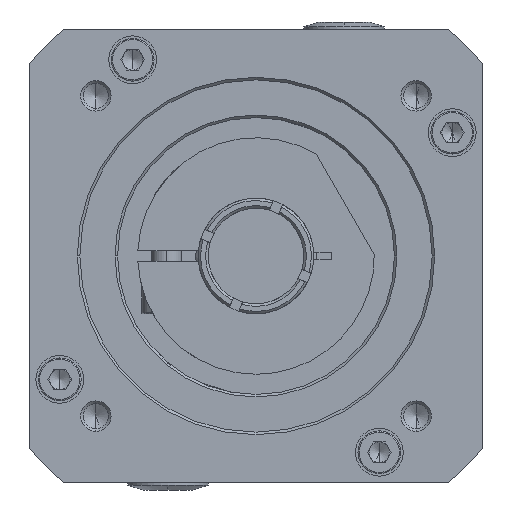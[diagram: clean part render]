
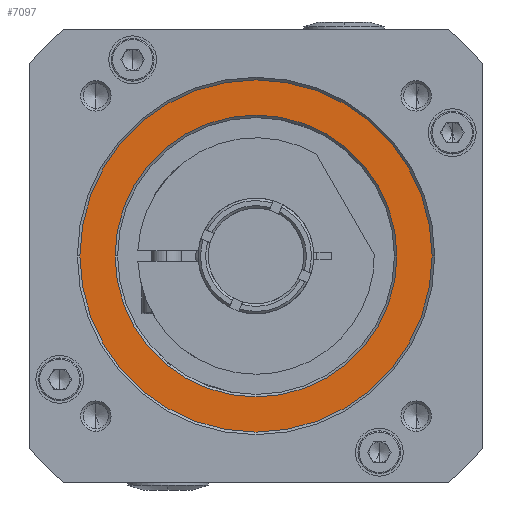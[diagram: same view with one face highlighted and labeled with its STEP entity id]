
A CAD part, left-side view. The second image highlights one B-rep face of the part: STEP entity #7097.
In plain terms, the highlighted planar face has unit normal (-1, 0, 0).
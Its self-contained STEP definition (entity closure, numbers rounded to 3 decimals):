
#1920 = CIRCLE ( 'NONE', #2832, 28. ) ;
#1925 = CIRCLE ( 'NONE', #2834, 35. ) ;
#2056 = CIRCLE ( 'NONE', #2878, 35. ) ;
#2057 = CIRCLE ( 'NONE', #2879, 28. ) ;
#2495 = CARTESIAN_POINT ( 'NONE',  ( -88., 28., 0. ) ) ;
#2505 = CARTESIAN_POINT ( 'NONE',  ( -88., -28., 0. ) ) ;
#2509 = CARTESIAN_POINT ( 'NONE',  ( -88., -35., 0. ) ) ;
#2510 = CARTESIAN_POINT ( 'NONE',  ( -88., 35., 0. ) ) ;
#2832 = AXIS2_PLACEMENT_3D ( 'NONE', #3113, #3114, #3115 ) ;
#2834 = AXIS2_PLACEMENT_3D ( 'NONE', #3124, #3125, #3126 ) ;
#2878 = AXIS2_PLACEMENT_3D ( 'NONE', #3371, #3372, #3373 ) ;
#2879 = AXIS2_PLACEMENT_3D ( 'NONE', #3374, #3375, #3376 ) ;
#3113 = CARTESIAN_POINT ( 'NONE',  ( -88., 0., 0. ) ) ;
#3114 = DIRECTION ( 'NONE',  ( 1., 0., 0. ) ) ;
#3115 = DIRECTION ( 'NONE',  ( 0., 1., 0. ) ) ;
#3124 = CARTESIAN_POINT ( 'NONE',  ( -88., 0., 0. ) ) ;
#3125 = DIRECTION ( 'NONE',  ( 1., 0., 0. ) ) ;
#3126 = DIRECTION ( 'NONE',  ( 0., 1., 0. ) ) ;
#3371 = CARTESIAN_POINT ( 'NONE',  ( -88., 0., 0. ) ) ;
#3372 = DIRECTION ( 'NONE',  ( 1., 0., 0. ) ) ;
#3373 = DIRECTION ( 'NONE',  ( 0., 1., 0. ) ) ;
#3374 = CARTESIAN_POINT ( 'NONE',  ( -88., 0., 0. ) ) ;
#3375 = DIRECTION ( 'NONE',  ( 1., 0., 0. ) ) ;
#3376 = DIRECTION ( 'NONE',  ( 0., 1., 0. ) ) ;
#7097 = ADVANCED_FACE ( 'NONE', ( #12751, #12758 ), #13778, .T. ) ;
#8195 = EDGE_LOOP ( 'NONE', ( #9366, #9367 ) ) ;
#8196 = EDGE_LOOP ( 'NONE', ( #9364, #9365 ) ) ;
#8682 = VERTEX_POINT ( 'NONE', #2495 ) ;
#8685 = VERTEX_POINT ( 'NONE', #2505 ) ;
#8689 = VERTEX_POINT ( 'NONE', #2509 ) ;
#8690 = VERTEX_POINT ( 'NONE', #2510 ) ;
#8832 = EDGE_CURVE ( 'NONE', #8685, #8682, #1920, .T. ) ;
#8836 = EDGE_CURVE ( 'NONE', #8689, #8690, #1925, .T. ) ;
#8923 = EDGE_CURVE ( 'NONE', #8690, #8689, #2056, .T. ) ;
#8924 = EDGE_CURVE ( 'NONE', #8682, #8685, #2057, .T. ) ;
#9364 = ORIENTED_EDGE ( 'NONE', *, *, #8832, .T. ) ;
#9365 = ORIENTED_EDGE ( 'NONE', *, *, #8924, .T. ) ;
#9366 = ORIENTED_EDGE ( 'NONE', *, *, #8923, .F. ) ;
#9367 = ORIENTED_EDGE ( 'NONE', *, *, #8836, .F. ) ;
#12751 = FACE_BOUND ( 'NONE', #8196, .T. ) ;
#12758 = FACE_OUTER_BOUND ( 'NONE', #8195, .T. ) ;
#13589 = AXIS2_PLACEMENT_3D ( 'NONE', #13775, #13780, #13781 ) ;
#13775 = CARTESIAN_POINT ( 'NONE',  ( -88., 0., 0. ) ) ;
#13778 = PLANE ( 'NONE',  #13589 ) ;
#13780 = DIRECTION ( 'NONE',  ( -1., 0., 0. ) ) ;
#13781 = DIRECTION ( 'NONE',  ( 0., -1., 0. ) ) ;
